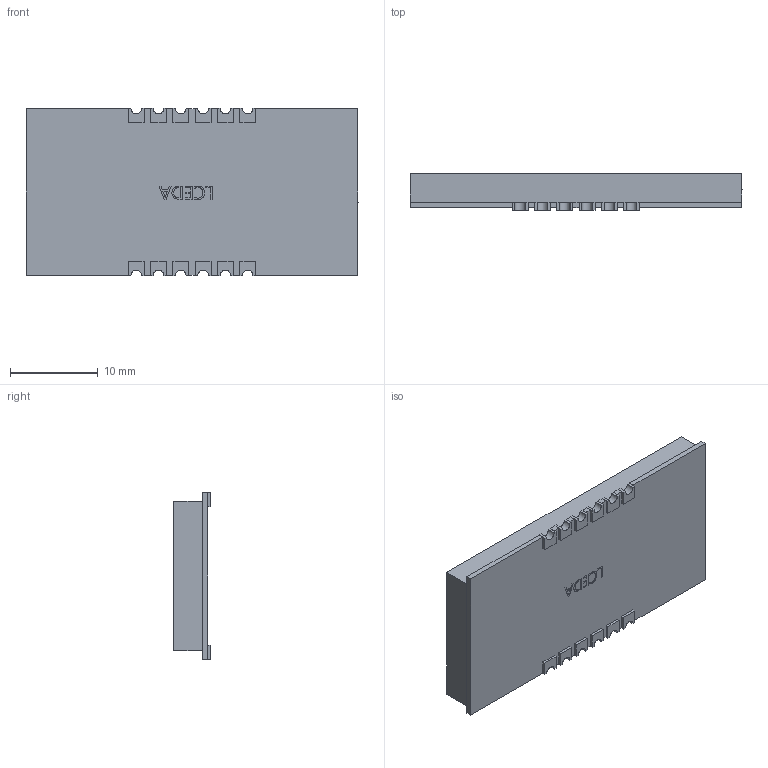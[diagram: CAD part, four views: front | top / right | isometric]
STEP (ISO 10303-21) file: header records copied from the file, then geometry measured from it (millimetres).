
FILE_DESCRIPTION(/* description */ ('STEP AP242','CAx-IF Rec.Pracs.---Representation and Presentation of Product Manufacturing Information (PMI)---4.0---2014-10-13','CAx-IF Rec.Pracs.---3D Tessellated Geometry---0.4---2014-09-14','2;1'),/* implementation_level */ '2;1');
FILE_NAME(/* name */ '68173e2c594af754efc493be',/* time_stamp */ '2025-05-04T10:15:08Z',/* author */ (''),/* organization */ (''),/* preprocessor_version */ 'ST-DEVELOPER v20',/* originating_system */ 'ONSHAPE BY PTC INC, 1.197',/* authorisation */ ' ');
FILE_SCHEMA (('AP242_MANAGED_MODEL_BASED_3D_ENGINEERING_MIM_LF { 1 0 10303 442 1 1 4 }'));
Length unit declared in the file: metre
Products named in the file (2): LED-SEG-SMD_12P-L37.8-W17.0-P2.54-S18.60-BL~LED-SEG-SMD_12P-L37.8-W17.
0-P2.54-S18.60-BL~CIdp
Bounding box: 37.81 x 4.16 x 19.02 mm (x, y, z)
Volume: 2523 mm3; surface area: 3170.5 mm2
Topology: 2 solids, 2 shells, 566 faces, 1536 edges, 1024 vertices
Faces by surface type: plane 443, cylinder 89, bspline 19, sphere 15
Full cylindrical faces by diameter (mm): 2 x3
Entity records: 22335 total; most frequent: CARTESIAN_POINT 4194, ORIENTED_EDGE 3066, DIRECTION 2717, EDGE_CURVE 1533, LINE 1199, VECTOR 1199, VERTEX_POINT 1024, AXIS2_PLACEMENT_3D 759
